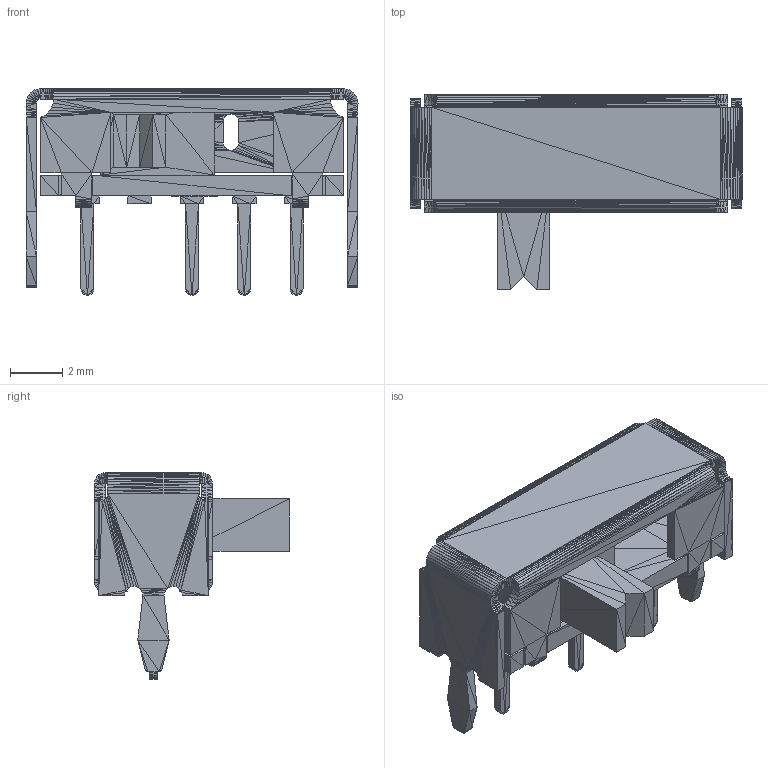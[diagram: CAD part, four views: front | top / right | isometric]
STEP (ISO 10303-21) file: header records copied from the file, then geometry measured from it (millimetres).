
FILE_DESCRIPTION(('auto-generated'),'2;1');
FILE_SCHEMA(('CONFIG_CONTROL_DESIGN'));
Bounding box: 12.7 x 7.45 x 7.9 mm (x, y, z)
Volume: 58.7 mm3; surface area: 561.4 mm2
Topology: 1 solids, 18 shells, 2132 faces, 3359 edges, 1227 vertices
Faces by surface type: plane 2132
Entity records: 31660 total; most frequent: ORIENTED_EDGE 6396, DIRECTION 3662, LINE 3359, EDGE_CURVE 3359, AXIS2_PLACEMENT_3D 2133, PLANE 2132, EDGE_LOOP 2132, FACE_BOUND 2132
